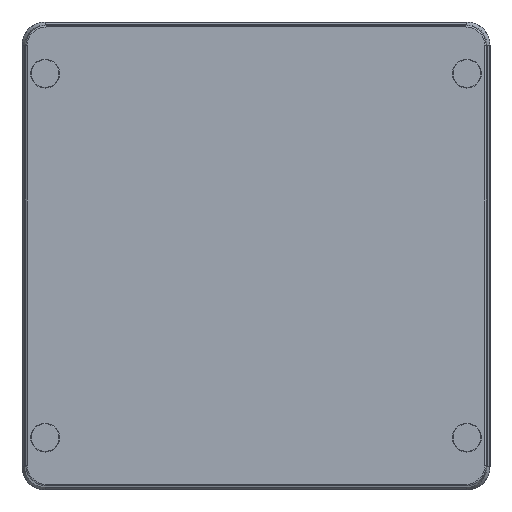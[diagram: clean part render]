
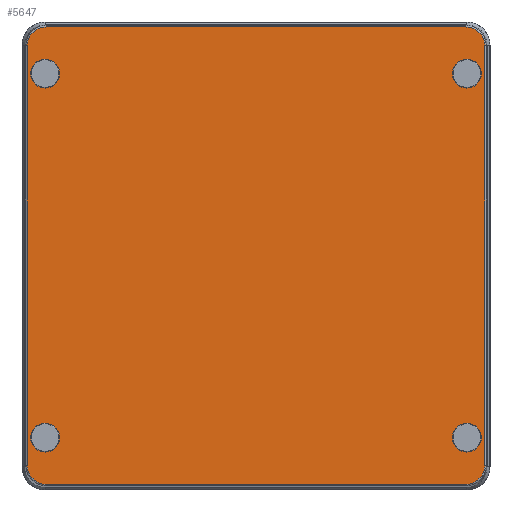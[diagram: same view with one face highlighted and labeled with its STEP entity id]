
A CAD part, top view. The second image highlights one B-rep face of the part: STEP entity #5647.
In plain terms, the highlighted face is planar.
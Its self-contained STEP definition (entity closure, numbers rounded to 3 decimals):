
#1905=FACE_BOUND('',#7885,.T.);
#1906=FACE_BOUND('',#7886,.T.);
#1907=FACE_BOUND('',#7887,.T.);
#1908=FACE_BOUND('',#7888,.T.);
#1909=FACE_BOUND('',#7889,.T.);
#2994=ELLIPSE('',#18480,6.5,6.5);
#2995=ELLIPSE('',#18481,6.5,6.5);
#2996=ELLIPSE('',#18482,6.5,6.5);
#2997=ELLIPSE('',#18483,6.5,6.5);
#3827=LINE('',#32014,#4759);
#3828=LINE('',#32018,#4760);
#3829=LINE('',#32022,#4761);
#3830=LINE('',#32026,#4762);
#4759=VECTOR('',#22413,1.);
#4760=VECTOR('',#22416,1.);
#4761=VECTOR('',#22419,1.);
#4762=VECTOR('',#22422,1.);
#5647=ADVANCED_FACE('',(#1905,#1906,#1907,#1908,#1909),#6080,.F.);
#6080=PLANE('',#18487);
#7885=EDGE_LOOP('',(#11762));
#7886=EDGE_LOOP('',(#11763,#11764,#11765,#11766,#11767,#11768,#11769,#11770));
#7887=EDGE_LOOP('',(#11771));
#7888=EDGE_LOOP('',(#11772));
#7889=EDGE_LOOP('',(#11773));
#11762=ORIENTED_EDGE('',*,*,#15725,.F.);
#11763=ORIENTED_EDGE('',*,*,#15726,.T.);
#11764=ORIENTED_EDGE('',*,*,#15727,.F.);
#11765=ORIENTED_EDGE('',*,*,#15728,.F.);
#11766=ORIENTED_EDGE('',*,*,#15729,.F.);
#11767=ORIENTED_EDGE('',*,*,#15730,.T.);
#11768=ORIENTED_EDGE('',*,*,#15731,.T.);
#11769=ORIENTED_EDGE('',*,*,#15732,.F.);
#11770=ORIENTED_EDGE('',*,*,#15733,.T.);
#11771=ORIENTED_EDGE('',*,*,#15734,.T.);
#11772=ORIENTED_EDGE('',*,*,#15735,.T.);
#11773=ORIENTED_EDGE('',*,*,#15736,.F.);
#13672=VERTEX_POINT('',#32010);
#13673=VERTEX_POINT('',#32012);
#13674=VERTEX_POINT('',#32013);
#13675=VERTEX_POINT('',#32015);
#13676=VERTEX_POINT('',#32017);
#13677=VERTEX_POINT('',#32019);
#13678=VERTEX_POINT('',#32021);
#13679=VERTEX_POINT('',#32023);
#13680=VERTEX_POINT('',#32025);
#13681=VERTEX_POINT('',#32028);
#13682=VERTEX_POINT('',#32030);
#13683=VERTEX_POINT('',#32032);
#15725=EDGE_CURVE('',#13672,#13672,#16608,.T.);
#15726=EDGE_CURVE('',#13673,#13674,#2994,.T.);
#15727=EDGE_CURVE('',#13675,#13674,#3827,.T.);
#15728=EDGE_CURVE('',#13676,#13675,#2995,.T.);
#15729=EDGE_CURVE('',#13677,#13676,#3828,.T.);
#15730=EDGE_CURVE('',#13677,#13678,#2996,.T.);
#15731=EDGE_CURVE('',#13678,#13679,#3829,.T.);
#15732=EDGE_CURVE('',#13680,#13679,#2997,.T.);
#15733=EDGE_CURVE('',#13680,#13673,#3830,.T.);
#15734=EDGE_CURVE('',#13681,#13681,#16609,.T.);
#15735=EDGE_CURVE('',#13682,#13682,#16610,.T.);
#15736=EDGE_CURVE('',#13683,#13683,#16611,.T.);
#16608=CIRCLE('',#18479,5.);
#16609=CIRCLE('',#18484,5.);
#16610=CIRCLE('',#18485,5.);
#16611=CIRCLE('',#18486,5.);
#18479=AXIS2_PLACEMENT_3D('',#32009,#22409,#22410);
#18480=AXIS2_PLACEMENT_3D('',#32011,#22411,#22412);
#18481=AXIS2_PLACEMENT_3D('',#32016,#22414,#22415);
#18482=AXIS2_PLACEMENT_3D('',#32020,#22417,#22418);
#18483=AXIS2_PLACEMENT_3D('',#32024,#22420,#22421);
#18484=AXIS2_PLACEMENT_3D('',#32027,#22423,#22424);
#18485=AXIS2_PLACEMENT_3D('',#32029,#22425,#22426);
#18486=AXIS2_PLACEMENT_3D('',#32031,#22427,#22428);
#18487=AXIS2_PLACEMENT_3D('',#32033,#22429,#22430);
#22409=DIRECTION('',(0.,0.,-1.));
#22410=DIRECTION('',(1.,0.,0.));
#22411=DIRECTION('',(0.,0.,-1.));
#22412=DIRECTION('',(-0.707,-0.707,0.));
#22413=DIRECTION('',(0.,1.,0.));
#22414=DIRECTION('',(0.,0.,1.));
#22415=DIRECTION('',(-0.707,0.707,0.));
#22416=DIRECTION('',(1.,0.,0.));
#22417=DIRECTION('',(0.,0.,-1.));
#22418=DIRECTION('',(0.707,0.707,0.));
#22419=DIRECTION('',(0.,1.,0.));
#22420=DIRECTION('',(0.,0.,1.));
#22421=DIRECTION('',(0.707,-0.707,0.));
#22422=DIRECTION('',(1.,0.,0.));
#22423=DIRECTION('',(0.,0.,1.));
#22424=DIRECTION('',(-1.,0.,0.));
#22425=DIRECTION('',(0.,0.,1.));
#22426=DIRECTION('',(1.,0.,0.));
#22427=DIRECTION('',(0.,0.,-1.));
#22428=DIRECTION('',(-1.,0.,0.));
#22429=DIRECTION('',(0.,0.,1.));
#22430=DIRECTION('',(1.,0.,0.));
#32009=CARTESIAN_POINT('',(43.,-93.,0.));
#32010=CARTESIAN_POINT('',(48.,-93.,0.));
#32011=CARTESIAN_POINT('',(42.666,42.666,0.));
#32012=CARTESIAN_POINT('',(42.666,49.166,0.));
#32013=CARTESIAN_POINT('',(49.166,42.666,0.));
#32014=CARTESIAN_POINT('',(49.166,-10.,0.));
#32015=CARTESIAN_POINT('',(49.166,-102.666,0.));
#32016=CARTESIAN_POINT('',(42.666,-102.666,0.));
#32017=CARTESIAN_POINT('',(42.666,-109.166,0.));
#32018=CARTESIAN_POINT('',(-50.,-109.166,0.));
#32019=CARTESIAN_POINT('',(-102.666,-109.166,0.));
#32020=CARTESIAN_POINT('',(-102.666,-102.666,0.));
#32021=CARTESIAN_POINT('',(-109.166,-102.666,0.));
#32022=CARTESIAN_POINT('',(-109.166,-10.,0.));
#32023=CARTESIAN_POINT('',(-109.166,42.666,0.));
#32024=CARTESIAN_POINT('',(-102.666,42.666,0.));
#32025=CARTESIAN_POINT('',(-102.666,49.166,0.));
#32026=CARTESIAN_POINT('',(-50.,49.166,0.));
#32027=CARTESIAN_POINT('',(-103.,-93.,0.));
#32028=CARTESIAN_POINT('',(-108.,-93.,0.));
#32029=CARTESIAN_POINT('',(43.,33.,0.));
#32030=CARTESIAN_POINT('',(48.,33.,0.));
#32031=CARTESIAN_POINT('',(-103.,33.,0.));
#32032=CARTESIAN_POINT('',(-108.,33.,0.));
#32033=CARTESIAN_POINT('',(-50.,-10.,0.));
